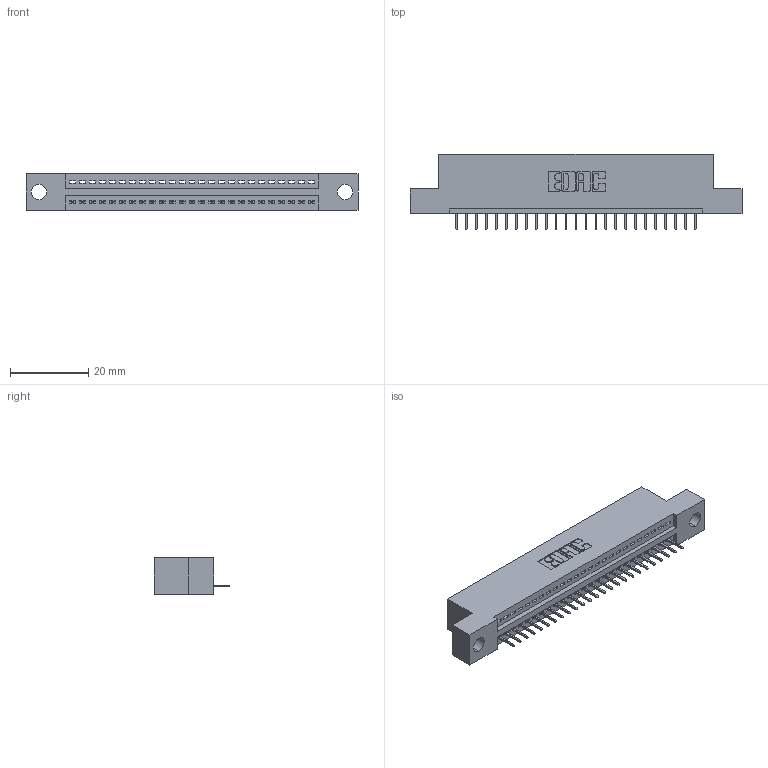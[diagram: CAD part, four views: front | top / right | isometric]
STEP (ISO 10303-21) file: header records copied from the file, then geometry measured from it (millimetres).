
FILE_DESCRIPTION (( 'STEP AP203' ), '1' );
FILE_NAME ('345-025-524-104.STEP', '2019-10-05T06:36:10', ( '' ), ( '' ), 'SwSTEP 2.0', 'SolidWorks 2016', '' );
FILE_SCHEMA (( 'CONFIG_CONTROL_DESIGN' ));
Length unit declared in the file: inch
Products named in the file (3): 345 Part_Flush Mounting Lugs - 0.156 Dia-TH; 345-292-001_345-293-124; 345-025-524-104
Assembly tree (26 placements, depth 2):
  345-025-524-104
    345 Part_Flush Mounting Lugs - 0.156 Dia-TH
    345-292-001_345-293-124  x25
Bounding box: 84.71 x 19.35 x 9.4 mm (x, y, z)
Volume: 7719.9 mm3; surface area: 9521 mm2
Topology: 26 solids, 26 shells, 1676 faces, 4841 edges, 3126 vertices
Faces by surface type: plane 1230, cylinder 446
Entity records: 21181 total; most frequent: CARTESIAN_POINT 3675, ORIENTED_EDGE 3634, DIRECTION 3235, EDGE_CURVE 1817, LINE 1589, VECTOR 1589, VERTEX_POINT 1206, AXIS2_PLACEMENT_3D 823
